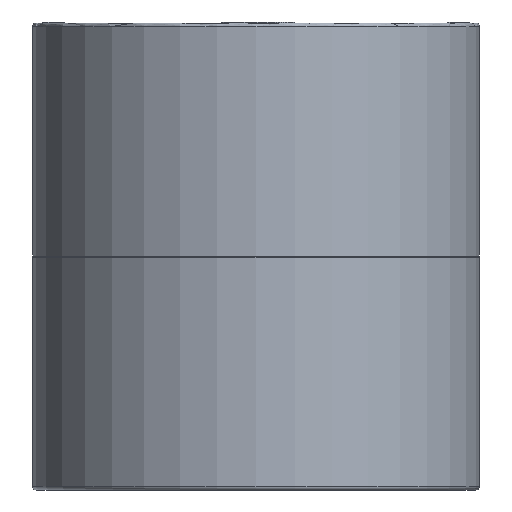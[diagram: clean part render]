
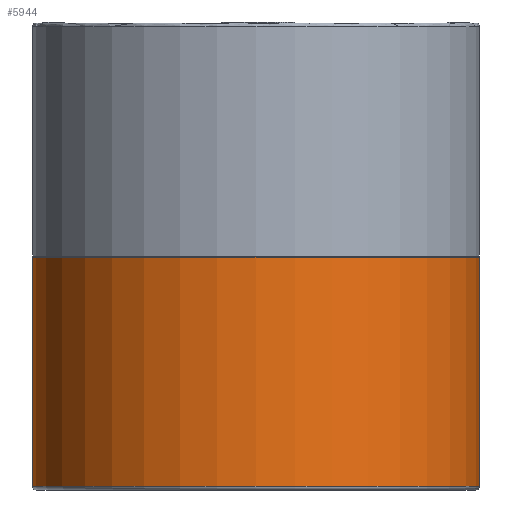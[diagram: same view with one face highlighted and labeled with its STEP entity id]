
A CAD part, front view. The second image highlights one B-rep face of the part: STEP entity #5944.
In plain terms, the highlighted cylindrical face has radius 44.5 mm (diameter 89 mm), a full revolution.
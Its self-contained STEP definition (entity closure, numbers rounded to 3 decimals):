
#1197=LINE('',#11496,#1706);
#1706=VECTOR('',#6975,44.5);
#1713=CYLINDRICAL_SURFACE('',#6126,44.5);
#2027=FACE_OUTER_BOUND('',#2357,.T.);
#2357=EDGE_LOOP('',(#5331,#5332,#5333,#5334));
#2401=CIRCLE('',#6124,44.5);
#2402=CIRCLE('',#6127,44.5);
#2988=VERTEX_POINT('',#11490);
#2989=VERTEX_POINT('',#11495);
#3854=EDGE_CURVE('',#2988,#2988,#2401,.T.);
#3856=EDGE_CURVE('',#2988,#2989,#1197,.T.);
#3857=EDGE_CURVE('',#2989,#2989,#2402,.T.);
#5331=ORIENTED_EDGE('',*,*,#3854,.T.);
#5332=ORIENTED_EDGE('',*,*,#3856,.T.);
#5333=ORIENTED_EDGE('',*,*,#3857,.F.);
#5334=ORIENTED_EDGE('',*,*,#3856,.F.);
#5944=ADVANCED_FACE('',(#2027),#1713,.T.);
#6124=AXIS2_PLACEMENT_3D('',#11491,#6968,#6969);
#6126=AXIS2_PLACEMENT_3D('',#11494,#6973,#6974);
#6127=AXIS2_PLACEMENT_3D('',#11497,#6976,#6977);
#6968=DIRECTION('center_axis',(0.,0.,-1.));
#6969=DIRECTION('ref_axis',(1.,0.,0.));
#6973=DIRECTION('center_axis',(0.,0.,1.));
#6974=DIRECTION('ref_axis',(1.,0.,0.));
#6975=DIRECTION('',(0.,0.,-1.));
#6976=DIRECTION('center_axis',(0.,0.,-1.));
#6977=DIRECTION('ref_axis',(1.,0.,0.));
#11490=CARTESIAN_POINT('',(-44.5,0.,46.4));
#11491=CARTESIAN_POINT('Origin',(0.,0.,46.4));
#11494=CARTESIAN_POINT('Origin',(0.,0.,0.));
#11495=CARTESIAN_POINT('',(-44.5,0.,0.7));
#11496=CARTESIAN_POINT('',(-44.5,0.,0.));
#11497=CARTESIAN_POINT('Origin',(0.,0.,0.7));
